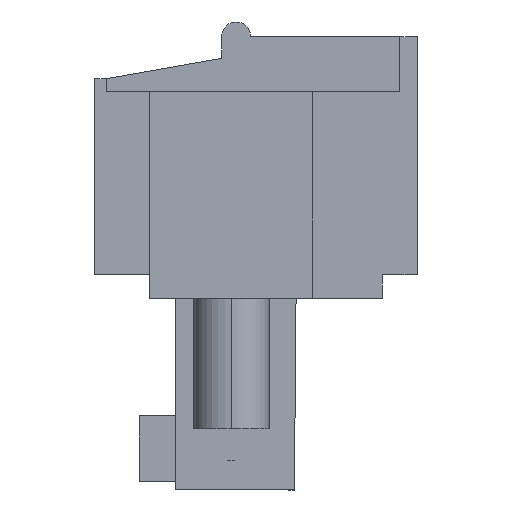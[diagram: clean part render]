
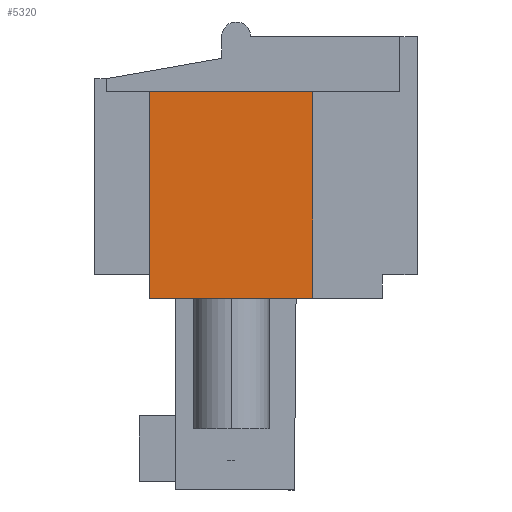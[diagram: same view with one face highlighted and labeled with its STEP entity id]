
A CAD part, left-side view. The second image highlights one B-rep face of the part: STEP entity #5320.
In plain terms, the highlighted planar face has unit normal (-1, 0, 0).
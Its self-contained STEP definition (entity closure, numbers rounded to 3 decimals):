
#5307=AXIS2_PLACEMENT_3D('Plane Axis2P3D',#5304,#5305,#5306) ;
#1147=CARTESIAN_POINT('Vertex',(0.,3.6,6.6)) ;
#1150=CARTESIAN_POINT('Line Origine',(0.,6.4,6.6)) ;
#1154=CARTESIAN_POINT('Vertex',(0.,9.2,6.6)) ;
#3420=CARTESIAN_POINT('Line Origine',(0.,3.6,10.15)) ;
#3424=CARTESIAN_POINT('Vertex',(0.,3.6,13.7)) ;
#4162=CARTESIAN_POINT('Vertex',(0.,9.2,13.7)) ;
#4165=CARTESIAN_POINT('Line Origine',(0.,6.4,13.7)) ;
#5304=CARTESIAN_POINT('Axis2P3D Location',(0.,8.7,13.7)) ;
#5309=CARTESIAN_POINT('Line Origine',(0.,9.2,10.15)) ;
#1151=DIRECTION('Vector Direction',(0.,-1.,0.)) ;
#3421=DIRECTION('Vector Direction',(0.,0.,-1.)) ;
#4166=DIRECTION('Vector Direction',(0.,-1.,0.)) ;
#5305=DIRECTION('Axis2P3D Direction',(1.,0.,0.)) ;
#5306=DIRECTION('Axis2P3D XDirection',(0.,-1.,0.)) ;
#5310=DIRECTION('Vector Direction',(0.,0.,-1.)) ;
#1152=VECTOR('Line Direction',#1151,1.) ;
#3422=VECTOR('Line Direction',#3421,1.) ;
#4167=VECTOR('Line Direction',#4166,1.) ;
#5311=VECTOR('Line Direction',#5310,1.) ;
#5315=ORIENTED_EDGE('',*,*,#5313,.T.) ;
#5316=ORIENTED_EDGE('',*,*,#1156,.T.) ;
#5317=ORIENTED_EDGE('',*,*,#3426,.F.) ;
#5318=ORIENTED_EDGE('',*,*,#4169,.F.) ;
#5320=ADVANCED_FACE('HOUSING',(#5319),#5308,.F.) ;
#1156=EDGE_CURVE('',#1155,#1148,#1153,.T.) ;
#3426=EDGE_CURVE('',#3425,#1148,#3423,.T.) ;
#4169=EDGE_CURVE('',#4163,#3425,#4168,.T.) ;
#5313=EDGE_CURVE('',#4163,#1155,#5312,.T.) ;
#5314=EDGE_LOOP('',(#5315,#5316,#5317,#5318)) ;
#5319=FACE_OUTER_BOUND('',#5314,.T.) ;
#1153=LINE('Line',#1150,#1152) ;
#3423=LINE('Line',#3420,#3422) ;
#4168=LINE('Line',#4165,#4167) ;
#5312=LINE('Line',#5309,#5311) ;
#5308=PLANE('',#5307) ;
#1148=VERTEX_POINT('',#1147) ;
#1155=VERTEX_POINT('',#1154) ;
#3425=VERTEX_POINT('',#3424) ;
#4163=VERTEX_POINT('',#4162) ;
